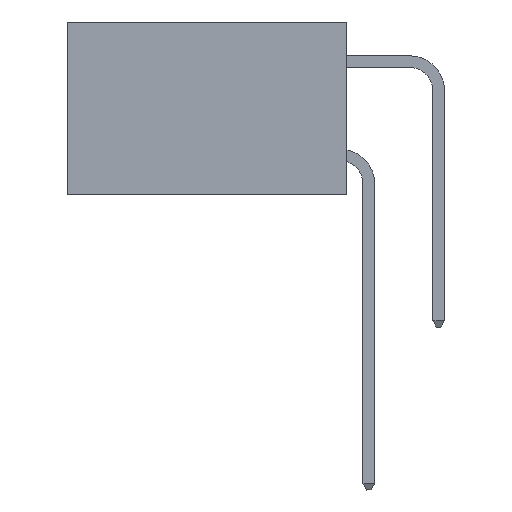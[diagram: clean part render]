
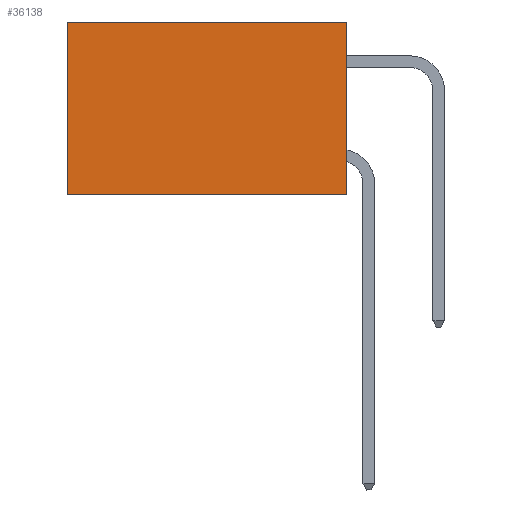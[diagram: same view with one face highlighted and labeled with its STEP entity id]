
A CAD part, left-side view. The second image highlights one B-rep face of the part: STEP entity #36138.
In plain terms, the highlighted planar face has unit normal (-1, 0, 0).
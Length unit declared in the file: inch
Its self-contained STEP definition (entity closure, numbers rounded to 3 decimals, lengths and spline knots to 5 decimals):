
#543 = LINE ( 'NONE', #22153, #21797 ) ;
#809 = EDGE_CURVE ( 'NONE', #16713, #38120, #25060, .T. ) ;
#2415 = FACE_OUTER_BOUND ( 'NONE', #28370, .T. ) ;
#3854 = CARTESIAN_POINT ( 'NONE',  ( 0.2875, 0., 0. ) ) ;
#4316 = EDGE_CURVE ( 'NONE', #30790, #38120, #543, .T. ) ;
#10799 = VECTOR ( 'NONE', #24177, 39.37008 ) ;
#11031 = DIRECTION ( 'NONE',  ( 0., 1., 0. ) ) ;
#13746 = CARTESIAN_POINT ( 'NONE',  ( 0.2875, 0., -0.37 ) ) ;
#14094 = CARTESIAN_POINT ( 'NONE',  ( 0.2875, 0.6, -0.37 ) ) ;
#14766 = LINE ( 'NONE', #27371, #10799 ) ;
#14934 = CARTESIAN_POINT ( 'NONE',  ( 0.2875, 0., 0. ) ) ;
#16713 = VERTEX_POINT ( 'NONE', #13746 ) ;
#17108 = AXIS2_PLACEMENT_3D ( 'NONE', #3854, #38362, #38496 ) ;
#17667 = VECTOR ( 'NONE', #11031, 39.37008 ) ;
#19483 = PLANE ( 'NONE',  #17108 ) ;
#21797 = VECTOR ( 'NONE', #38130, 39.37008 ) ;
#22075 = EDGE_CURVE ( 'NONE', #30644, #30790, #29684, .T. ) ;
#22153 = CARTESIAN_POINT ( 'NONE',  ( 0.2875, 0.6, 0. ) ) ;
#23555 = CARTESIAN_POINT ( 'NONE',  ( 0.2875, 0., 0. ) ) ;
#24177 = DIRECTION ( 'NONE',  ( 0., 0., -1. ) ) ;
#24833 = ORIENTED_EDGE ( 'NONE', *, *, #22075, .T. ) ;
#24984 = ORIENTED_EDGE ( 'NONE', *, *, #4316, .T. ) ;
#25060 = LINE ( 'NONE', #38008, #17667 ) ;
#27371 = CARTESIAN_POINT ( 'NONE',  ( 0.2875, 0., 0. ) ) ;
#28370 = EDGE_LOOP ( 'NONE', ( #24984, #30908, #30182, #24833 ) ) ;
#29684 = LINE ( 'NONE', #14934, #37544 ) ;
#30182 = ORIENTED_EDGE ( 'NONE', *, *, #36369, .F. ) ;
#30644 = VERTEX_POINT ( 'NONE', #23555 ) ;
#30790 = VERTEX_POINT ( 'NONE', #35093 ) ;
#30908 = ORIENTED_EDGE ( 'NONE', *, *, #809, .F. ) ;
#35093 = CARTESIAN_POINT ( 'NONE',  ( 0.2875, 0.6, 0. ) ) ;
#36138 = ADVANCED_FACE ( 'NONE', ( #2415 ), #19483, .F. ) ;
#36369 = EDGE_CURVE ( 'NONE', #30644, #16713, #14766, .T. ) ;
#36672 = DIRECTION ( 'NONE',  ( 0., 1., 0. ) ) ;
#37544 = VECTOR ( 'NONE', #36672, 39.37008 ) ;
#38008 = CARTESIAN_POINT ( 'NONE',  ( 0.2875, 0., -0.37 ) ) ;
#38120 = VERTEX_POINT ( 'NONE', #14094 ) ;
#38130 = DIRECTION ( 'NONE',  ( 0., 0., -1. ) ) ;
#38362 = DIRECTION ( 'NONE',  ( 1., 0., 0. ) ) ;
#38496 = DIRECTION ( 'NONE',  ( 0., 0., -1. ) ) ;
